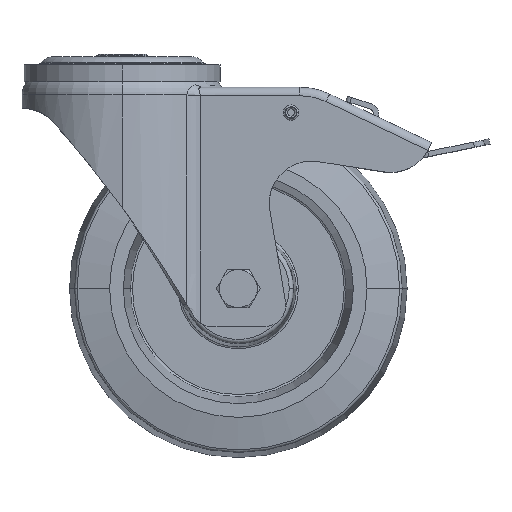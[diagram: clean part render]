
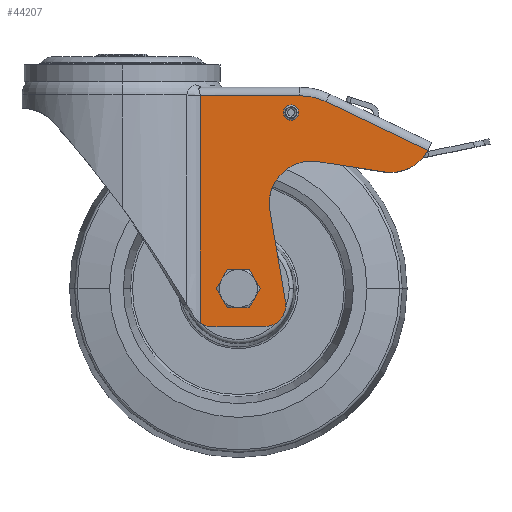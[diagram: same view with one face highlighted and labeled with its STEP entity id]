
A CAD part, top view. The second image highlights one B-rep face of the part: STEP entity #44207.
In plain terms, the highlighted planar face has unit normal (0, 0, 1).
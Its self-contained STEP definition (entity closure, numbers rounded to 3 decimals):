
#463 = CARTESIAN_POINT ( 'NONE',  ( 37.016, -55.52, 34. ) ) ;
#737 = ORIENTED_EDGE ( 'NONE', *, *, #51353, .F. ) ;
#1118 = EDGE_CURVE ( 'NONE', #26450, #19897, #7008, .T. ) ;
#2423 = CIRCLE ( 'NONE', #40418, 6.1 ) ;
#2522 = FACE_BOUND ( 'NONE', #35598, .T. ) ;
#2790 = CARTESIAN_POINT ( 'NONE',  ( 127.267, -35.95, 34. ) ) ;
#3257 = CARTESIAN_POINT ( 'NONE',  ( 96.588, -22.425, 34. ) ) ;
#3394 = B_SPLINE_CURVE_WITH_KNOTS ( 'NONE', 3,
 ( #44886, #463, #35288, #13112 ),
 .UNSPECIFIED., .F., .F.,
 ( 4, 4 ),
 ( 0., 1. ),
 .UNSPECIFIED. ) ;
#3598 = DIRECTION ( 'NONE',  ( 0.986, 0.168, 0. ) ) ;
#3836 = LINE ( 'NONE', #31057, #46179 ) ;
#4138 = CARTESIAN_POINT ( 'NONE',  ( 67.504, -119., 34. ) ) ;
#5067 = ORIENTED_EDGE ( 'NONE', *, *, #33391, .F. ) ;
#5682 = DIRECTION ( 'NONE',  ( 0., 0., 1. ) ) ;
#5771 = EDGE_CURVE ( 'NONE', #17034, #33911, #47190, .T. ) ;
#7008 = CIRCLE ( 'NONE', #32982, 6.1 ) ;
#7912 = ORIENTED_EDGE ( 'NONE', *, *, #38310, .F. ) ;
#8444 = DIRECTION ( 'NONE',  ( -1., 0., 0. ) ) ;
#8768 = VECTOR ( 'NONE', #15826, 1000. ) ;
#8980 = VERTEX_POINT ( 'NONE', #40592 ) ;
#9109 = VERTEX_POINT ( 'NONE', #11160 ) ;
#9314 = ORIENTED_EDGE ( 'NONE', *, *, #40031, .F. ) ;
#9573 = CARTESIAN_POINT ( 'NONE',  ( 67.504, -129., 34. ) ) ;
#10063 = LINE ( 'NONE', #27765, #17319 ) ;
#10610 = VERTEX_POINT ( 'NONE', #19098 ) ;
#11062 = VERTEX_POINT ( 'NONE', #32262 ) ;
#11160 = CARTESIAN_POINT ( 'NONE',  ( 124.202, -55.714, 34. ) ) ;
#11195 = VERTEX_POINT ( 'NONE', #45009 ) ;
#11446 = AXIS2_PLACEMENT_3D ( 'NONE', #38173, #56537, #48406 ) ;
#12417 = ORIENTED_EDGE ( 'NONE', *, *, #22659, .F. ) ;
#12463 = CARTESIAN_POINT ( 'NONE',  ( 37.015, -19.6, 34. ) ) ;
#13112 = CARTESIAN_POINT ( 'NONE',  ( 37.017, -127.36, 34. ) ) ;
#13136 = CARTESIAN_POINT ( 'NONE',  ( 42.504, -119., 34. ) ) ;
#13336 = EDGE_CURVE ( 'NONE', #9109, #49247, #20473, .T. ) ;
#13961 = DIRECTION ( 'NONE',  ( 0., -1., 0. ) ) ;
#14379 = VERTEX_POINT ( 'NONE', #28320 ) ;
#14522 = EDGE_CURVE ( 'NONE', #42118, #31336, #3394, .T. ) ;
#15292 = DIRECTION ( 'NONE',  ( 1., 0., 0. ) ) ;
#15477 = CARTESIAN_POINT ( 'NONE',  ( 84.103, -19.6, 34. ) ) ;
#15597 = DIRECTION ( 'NONE',  ( 0., 0., 1. ) ) ;
#15758 = PLANE ( 'NONE',  #11446 ) ;
#15826 = DIRECTION ( 'NONE',  ( -0.988, 0.153, 0. ) ) ;
#16288 = DIRECTION ( 'NONE',  ( 0., 0., -1. ) ) ;
#17034 = VERTEX_POINT ( 'NONE', #15477 ) ;
#17200 = CIRCLE ( 'NONE', #49807, 10. ) ;
#17319 = VECTOR ( 'NONE', #54860, 1000. ) ;
#17382 = DIRECTION ( 'NONE',  ( 0., 0., -1. ) ) ;
#17715 = DIRECTION ( 'NONE',  ( 0., 0., -1. ) ) ;
#17863 = ORIENTED_EDGE ( 'NONE', *, *, #13336, .F. ) ;
#17919 = LINE ( 'NONE', #22304, #48164 ) ;
#19098 = CARTESIAN_POINT ( 'NONE',  ( 42.504, -129., 34. ) ) ;
#19468 = ORIENTED_EDGE ( 'NONE', *, *, #52978, .F. ) ;
#19853 = DIRECTION ( 'NONE',  ( -1., 0., 0. ) ) ;
#19897 = VERTEX_POINT ( 'NONE', #21615 ) ;
#20473 = LINE ( 'NONE', #25136, #8768 ) ;
#20913 = AXIS2_PLACEMENT_3D ( 'NONE', #30861, #17715, #13961 ) ;
#21615 = CARTESIAN_POINT ( 'NONE',  ( 48.9, -111., 34. ) ) ;
#21745 = EDGE_CURVE ( 'NONE', #14379, #30895, #34125, .T. ) ;
#21992 = AXIS2_PLACEMENT_3D ( 'NONE', #33035, #46486, #33343 ) ;
#22296 = DIRECTION ( 'NONE',  ( 0.903, -0.431, 0. ) ) ;
#22304 = CARTESIAN_POINT ( 'NONE',  ( 84.103, -19.6, 34. ) ) ;
#22659 = EDGE_CURVE ( 'NONE', #49247, #11062, #23633, .T. ) ;
#23633 = CIRCLE ( 'NONE', #48789, 20. ) ;
#24399 = ORIENTED_EDGE ( 'NONE', *, *, #48000, .T. ) ;
#24871 = ORIENTED_EDGE ( 'NONE', *, *, #57096, .F. ) ;
#25136 = CARTESIAN_POINT ( 'NONE',  ( 124.202, -55.714, 34. ) ) ;
#26300 = ORIENTED_EDGE ( 'NONE', *, *, #52464, .F. ) ;
#26450 = VERTEX_POINT ( 'NONE', #43612 ) ;
#26565 = CIRCLE ( 'NONE', #39616, 20. ) ;
#27413 = DIRECTION ( 'NONE',  ( 0.153, 0.988, 0. ) ) ;
#27765 = CARTESIAN_POINT ( 'NONE',  ( 69.962, -73.965, 34. ) ) ;
#28219 = ORIENTED_EDGE ( 'NONE', *, *, #1118, .F. ) ;
#28320 = CARTESIAN_POINT ( 'NONE',  ( 77.4, -27.6, 34. ) ) ;
#29354 = DIRECTION ( 'NONE',  ( -1., 0., 0. ) ) ;
#30236 = ORIENTED_EDGE ( 'NONE', *, *, #21745, .F. ) ;
#30861 = CARTESIAN_POINT ( 'NONE',  ( 42.504, -119., 34. ) ) ;
#30895 = VERTEX_POINT ( 'NONE', #42514 ) ;
#31057 = CARTESIAN_POINT ( 'NONE',  ( 96.588, -22.425, 34. ) ) ;
#31082 = EDGE_LOOP ( 'NONE', ( #5067, #19468, #12417, #17863, #26300, #53622, #57385, #24399, #37214, #737, #33704, #9314 ) ) ;
#31336 = VERTEX_POINT ( 'NONE', #47218 ) ;
#31452 = CARTESIAN_POINT ( 'NONE',  ( 80., -27.6, 34. ) ) ;
#32262 = CARTESIAN_POINT ( 'NONE',  ( 69.962, -73.965, 34. ) ) ;
#32982 = AXIS2_PLACEMENT_3D ( 'NONE', #50563, #15597, #15292 ) ;
#33035 = CARTESIAN_POINT ( 'NONE',  ( 84.103, -48.6, 34. ) ) ;
#33343 = DIRECTION ( 'NONE',  ( 0., 1., 0. ) ) ;
#33391 = EDGE_CURVE ( 'NONE', #8980, #54782, #46072, .T. ) ;
#33704 = ORIENTED_EDGE ( 'NONE', *, *, #45866, .F. ) ;
#33911 = VERTEX_POINT ( 'NONE', #3257 ) ;
#34078 = DIRECTION ( 'NONE',  ( 0.88, -0.475, 0. ) ) ;
#34125 = CIRCLE ( 'NONE', #45346, 2.6 ) ;
#35288 = CARTESIAN_POINT ( 'NONE',  ( 37.016, -91.44, 34. ) ) ;
#35571 = DIRECTION ( 'NONE',  ( 0., 0., -1. ) ) ;
#35598 = EDGE_LOOP ( 'NONE', ( #7912, #28219 ) ) ;
#35790 = AXIS2_PLACEMENT_3D ( 'NONE', #4138, #17382, #3598 ) ;
#37214 = ORIENTED_EDGE ( 'NONE', *, *, #14522, .T. ) ;
#37314 = FACE_OUTER_BOUND ( 'NONE', #31082, .T. ) ;
#37456 = EDGE_LOOP ( 'NONE', ( #30236, #24871 ) ) ;
#38173 = CARTESIAN_POINT ( 'NONE',  ( 0., -165.6, 34. ) ) ;
#38310 = EDGE_CURVE ( 'NONE', #19897, #26450, #2423, .T. ) ;
#38808 = DIRECTION ( 'NONE',  ( 0., -1., 0. ) ) ;
#39591 = CARTESIAN_POINT ( 'NONE',  ( 92.741, -50.836, 34. ) ) ;
#39592 = CARTESIAN_POINT ( 'NONE',  ( 55., -111., 34. ) ) ;
#39616 = AXIS2_PLACEMENT_3D ( 'NONE', #2790, #16288, #34078 ) ;
#40031 = EDGE_CURVE ( 'NONE', #54782, #51183, #55596, .T. ) ;
#40097 = EDGE_CURVE ( 'NONE', #33911, #11195, #3836, .T. ) ;
#40418 = AXIS2_PLACEMENT_3D ( 'NONE', #39592, #51680, #42995 ) ;
#40592 = CARTESIAN_POINT ( 'NONE',  ( 77.362, -117.317, 34. ) ) ;
#41074 = DIRECTION ( 'NONE',  ( 0., 0., 1. ) ) ;
#42118 = VERTEX_POINT ( 'NONE', #12463 ) ;
#42514 = CARTESIAN_POINT ( 'NONE',  ( 82.6, -27.6, 34. ) ) ;
#42995 = DIRECTION ( 'NONE',  ( -1., 0., 0. ) ) ;
#43465 = AXIS2_PLACEMENT_3D ( 'NONE', #31452, #41074, #44585 ) ;
#43612 = CARTESIAN_POINT ( 'NONE',  ( 61.1, -111., 34. ) ) ;
#44207 = ADVANCED_FACE ( 'NONE', ( #55687, #2522, #37314 ), #15758, .T. ) ;
#44585 = DIRECTION ( 'NONE',  ( 1., 0., 0. ) ) ;
#44886 = CARTESIAN_POINT ( 'NONE',  ( 37.015, -19.6, 34. ) ) ;
#44918 = CARTESIAN_POINT ( 'NONE',  ( 89.677, -70.6, 34. ) ) ;
#45009 = CARTESIAN_POINT ( 'NONE',  ( 144.865, -45.452, 34. ) ) ;
#45346 = AXIS2_PLACEMENT_3D ( 'NONE', #51338, #55995, #19853 ) ;
#45866 = EDGE_CURVE ( 'NONE', #51183, #10610, #56275, .T. ) ;
#46072 = CIRCLE ( 'NONE', #35790, 10. ) ;
#46179 = VECTOR ( 'NONE', #22296, 1000. ) ;
#46486 = DIRECTION ( 'NONE',  ( 0., 0., -1. ) ) ;
#47190 = CIRCLE ( 'NONE', #21992, 29. ) ;
#47203 = CIRCLE ( 'NONE', #43465, 2.6 ) ;
#47218 = CARTESIAN_POINT ( 'NONE',  ( 37.017, -127.36, 34. ) ) ;
#48000 = EDGE_CURVE ( 'NONE', #17034, #42118, #17919, .T. ) ;
#48164 = VECTOR ( 'NONE', #8444, 1000. ) ;
#48406 = DIRECTION ( 'NONE',  ( 1., 0., 0. ) ) ;
#48789 = AXIS2_PLACEMENT_3D ( 'NONE', #44918, #5682, #27413 ) ;
#49247 = VERTEX_POINT ( 'NONE', #39591 ) ;
#49807 = AXIS2_PLACEMENT_3D ( 'NONE', #13136, #35571, #38808 ) ;
#50563 = CARTESIAN_POINT ( 'NONE',  ( 55., -111., 34. ) ) ;
#50796 = VECTOR ( 'NONE', #29354, 1000. ) ;
#51183 = VERTEX_POINT ( 'NONE', #55720 ) ;
#51338 = CARTESIAN_POINT ( 'NONE',  ( 80., -27.6, 34. ) ) ;
#51353 = EDGE_CURVE ( 'NONE', #10610, #31336, #17200, .T. ) ;
#51680 = DIRECTION ( 'NONE',  ( 0., 0., 1. ) ) ;
#52464 = EDGE_CURVE ( 'NONE', #11195, #9109, #26565, .T. ) ;
#52978 = EDGE_CURVE ( 'NONE', #11062, #8980, #10063, .T. ) ;
#53622 = ORIENTED_EDGE ( 'NONE', *, *, #40097, .F. ) ;
#54782 = VERTEX_POINT ( 'NONE', #9573 ) ;
#54860 = DIRECTION ( 'NONE',  ( 0.168, -0.986, 0. ) ) ;
#55596 = LINE ( 'NONE', #55873, #50796 ) ;
#55687 = FACE_BOUND ( 'NONE', #37456, .T. ) ;
#55720 = CARTESIAN_POINT ( 'NONE',  ( 42.504, -129., 34. ) ) ;
#55873 = CARTESIAN_POINT ( 'NONE',  ( 67.504, -129., 34. ) ) ;
#55995 = DIRECTION ( 'NONE',  ( 0., 0., 1. ) ) ;
#56275 = CIRCLE ( 'NONE', #20913, 10. ) ;
#56537 = DIRECTION ( 'NONE',  ( 0., 0., 1. ) ) ;
#57096 = EDGE_CURVE ( 'NONE', #30895, #14379, #47203, .T. ) ;
#57385 = ORIENTED_EDGE ( 'NONE', *, *, #5771, .F. ) ;
